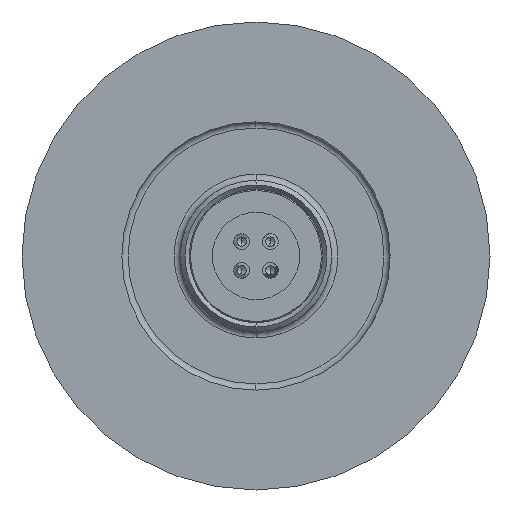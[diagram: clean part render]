
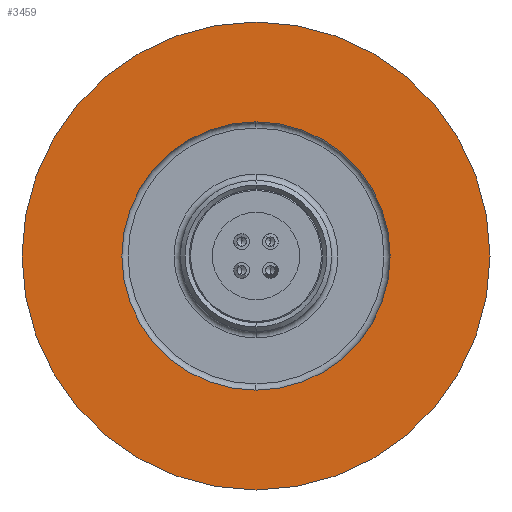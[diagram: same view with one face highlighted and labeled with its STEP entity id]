
A CAD part, left-side view. The second image highlights one B-rep face of the part: STEP entity #3459.
In plain terms, the highlighted planar face has unit normal (-1, 0, 0).
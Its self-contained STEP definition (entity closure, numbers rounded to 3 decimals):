
#256 = ORIENTED_EDGE ( 'NONE', *, *, #1557, .T. ) ;
#280 = CIRCLE ( 'NONE', #2892, 8.6 ) ;
#327 = EDGE_LOOP ( 'NONE', ( #256, #2169 ) ) ;
#468 = CARTESIAN_POINT ( 'NONE',  ( 0., 0., -15. ) ) ;
#475 = EDGE_CURVE ( 'NONE', #1163, #2094, #755, .T. ) ;
#482 = CARTESIAN_POINT ( 'NONE',  ( 0., 0., 8.6 ) ) ;
#540 = ORIENTED_EDGE ( 'NONE', *, *, #2545, .T. ) ;
#648 = CARTESIAN_POINT ( 'NONE',  ( 0., 0., -8.6 ) ) ;
#755 = CIRCLE ( 'NONE', #5282, 15. ) ;
#1146 = CARTESIAN_POINT ( 'NONE',  ( 0., 0., 0. ) ) ;
#1163 = VERTEX_POINT ( 'NONE', #468 ) ;
#1285 = EDGE_LOOP ( 'NONE', ( #4667, #540 ) ) ;
#1504 = AXIS2_PLACEMENT_3D ( 'NONE', #1146, #4317, #1608 ) ;
#1538 = DIRECTION ( 'NONE',  ( 1., 0., 0. ) ) ;
#1557 = EDGE_CURVE ( 'NONE', #1660, #5514, #5131, .T. ) ;
#1608 = DIRECTION ( 'NONE',  ( 0., 0., -1. ) ) ;
#1660 = VERTEX_POINT ( 'NONE', #648 ) ;
#1733 = CARTESIAN_POINT ( 'NONE',  ( 0., 11.8, 0. ) ) ;
#1900 = CIRCLE ( 'NONE', #1504, 15. ) ;
#1920 = DIRECTION ( 'NONE',  ( 1., 0., 0. ) ) ;
#2094 = VERTEX_POINT ( 'NONE', #2980 ) ;
#2110 = FACE_BOUND ( 'NONE', #327, .T. ) ;
#2169 = ORIENTED_EDGE ( 'NONE', *, *, #4715, .T. ) ;
#2184 = PLANE ( 'NONE',  #4077 ) ;
#2258 = AXIS2_PLACEMENT_3D ( 'NONE', #4634, #1920, #5110 ) ;
#2282 = DIRECTION ( 'NONE',  ( -1., 0., 0. ) ) ;
#2545 = EDGE_CURVE ( 'NONE', #2094, #1163, #1900, .T. ) ;
#2633 = DIRECTION ( 'NONE',  ( -1., 0., 0. ) ) ;
#2892 = AXIS2_PLACEMENT_3D ( 'NONE', #4246, #1538, #4712 ) ;
#2980 = CARTESIAN_POINT ( 'NONE',  ( 0., 0., 15. ) ) ;
#3459 = ADVANCED_FACE ( 'NONE', ( #2110, #5454 ), #2184, .T. ) ;
#4077 = AXIS2_PLACEMENT_3D ( 'NONE', #1733, #2633, #5830 ) ;
#4246 = CARTESIAN_POINT ( 'NONE',  ( 0., 0., 0. ) ) ;
#4317 = DIRECTION ( 'NONE',  ( -1., 0., 0. ) ) ;
#4634 = CARTESIAN_POINT ( 'NONE',  ( 0., 0., 0. ) ) ;
#4667 = ORIENTED_EDGE ( 'NONE', *, *, #475, .T. ) ;
#4712 = DIRECTION ( 'NONE',  ( 0., 0., -1. ) ) ;
#4715 = EDGE_CURVE ( 'NONE', #5514, #1660, #280, .T. ) ;
#5018 = CARTESIAN_POINT ( 'NONE',  ( 0., 0., 0. ) ) ;
#5110 = DIRECTION ( 'NONE',  ( 0., 0., -1. ) ) ;
#5131 = CIRCLE ( 'NONE', #2258, 8.6 ) ;
#5282 = AXIS2_PLACEMENT_3D ( 'NONE', #5018, #2282, #5477 ) ;
#5454 = FACE_OUTER_BOUND ( 'NONE', #1285, .T. ) ;
#5477 = DIRECTION ( 'NONE',  ( 0., 0., -1. ) ) ;
#5514 = VERTEX_POINT ( 'NONE', #482 ) ;
#5830 = DIRECTION ( 'NONE',  ( 0., 0., 1. ) ) ;
